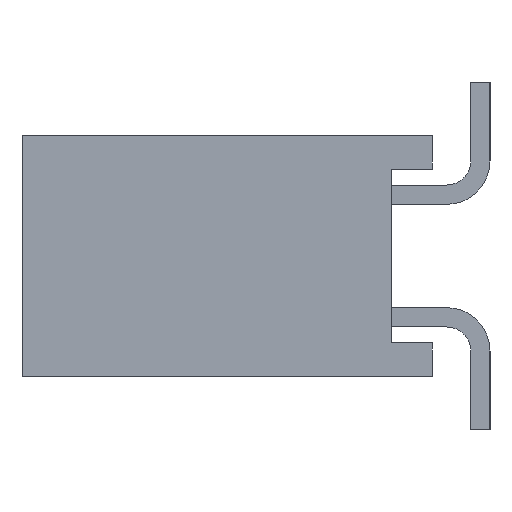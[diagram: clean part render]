
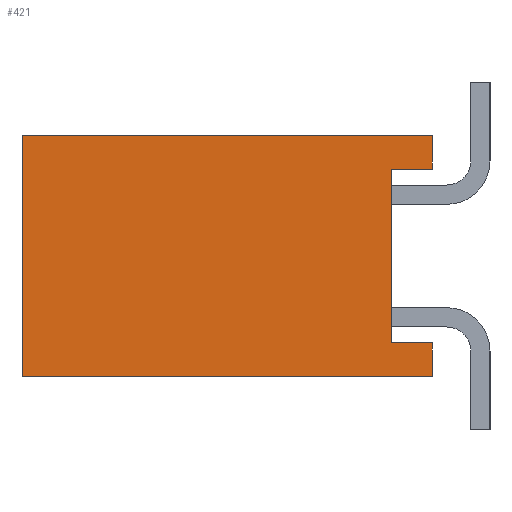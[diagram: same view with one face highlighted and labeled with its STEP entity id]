
A CAD part, left-side view. The second image highlights one B-rep face of the part: STEP entity #421.
In plain terms, the highlighted planar face has unit normal (-1, 0, 0).
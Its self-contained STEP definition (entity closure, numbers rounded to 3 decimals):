
#205 = ORIENTED_EDGE ( 'NONE', *, *, #5644, .F. ) ;
#421 = ADVANCED_FACE ( 'NONE', ( #2463 ), #8891, .T. ) ;
#765 = CARTESIAN_POINT ( 'NONE',  ( -11.68, 2.05, -1.8 ) ) ;
#786 = LINE ( 'NONE', #1399, #3139 ) ;
#969 = DIRECTION ( 'NONE',  ( 0., 1., 0. ) ) ;
#1064 = DIRECTION ( 'NONE',  ( 0., -1., 0. ) ) ;
#1112 = CARTESIAN_POINT ( 'NONE',  ( -11.68, 2.05, -1.8 ) ) ;
#1259 = LINE ( 'NONE', #765, #4078 ) ;
#1314 = ORIENTED_EDGE ( 'NONE', *, *, #7747, .F. ) ;
#1399 = CARTESIAN_POINT ( 'NONE',  ( -11.68, 1.2, 1.8 ) ) ;
#2170 = DIRECTION ( 'NONE',  ( 0., -1., 0. ) ) ;
#2246 = CARTESIAN_POINT ( 'NONE',  ( -11.68, 1.2, 1.8 ) ) ;
#2306 = LINE ( 'NONE', #4789, #6642 ) ;
#2340 = CARTESIAN_POINT ( 'NONE',  ( -11.68, 1.2, -1.8 ) ) ;
#2463 = FACE_OUTER_BOUND ( 'NONE', #9662, .T. ) ;
#2466 = DIRECTION ( 'NONE',  ( 0., 0., 1. ) ) ;
#2755 = CARTESIAN_POINT ( 'NONE',  ( -11.68, 0., 0. ) ) ;
#2915 = AXIS2_PLACEMENT_3D ( 'NONE', #2755, #5026, #3515 ) ;
#2927 = EDGE_CURVE ( 'NONE', #6004, #3013, #5398, .T. ) ;
#2986 = CARTESIAN_POINT ( 'NONE',  ( -11.68, 1.2, -1.8 ) ) ;
#3013 = VERTEX_POINT ( 'NONE', #2340 ) ;
#3139 = VECTOR ( 'NONE', #6766, 1000. ) ;
#3349 = VECTOR ( 'NONE', #2170, 1000. ) ;
#3475 = VERTEX_POINT ( 'NONE', #5659 ) ;
#3497 = VECTOR ( 'NONE', #2466, 1000. ) ;
#3515 = DIRECTION ( 'NONE',  ( 0., 0., 1. ) ) ;
#3516 = VECTOR ( 'NONE', #9855, 1000. ) ;
#4042 = ORIENTED_EDGE ( 'NONE', *, *, #2927, .F. ) ;
#4078 = VECTOR ( 'NONE', #9154, 1000. ) ;
#4435 = DIRECTION ( 'NONE',  ( 0., 0., -1. ) ) ;
#4524 = CARTESIAN_POINT ( 'NONE',  ( -11.68, 1.2, -2.5 ) ) ;
#4789 = CARTESIAN_POINT ( 'NONE',  ( -11.68, 2.05, 1.8 ) ) ;
#5026 = DIRECTION ( 'NONE',  ( -1., 0., 0. ) ) ;
#5271 = ORIENTED_EDGE ( 'NONE', *, *, #7459, .F. ) ;
#5398 = LINE ( 'NONE', #2986, #3349 ) ;
#5405 = VERTEX_POINT ( 'NONE', #6526 ) ;
#5454 = VECTOR ( 'NONE', #4435, 1000. ) ;
#5644 = EDGE_CURVE ( 'NONE', #3013, #8491, #8093, .T. ) ;
#5659 = CARTESIAN_POINT ( 'NONE',  ( -11.68, 9.7, 2.5 ) ) ;
#5698 = CARTESIAN_POINT ( 'NONE',  ( -11.68, 1.2, 2.5 ) ) ;
#5792 = CARTESIAN_POINT ( 'NONE',  ( -11.68, 1.2, -2.5 ) ) ;
#5930 = LINE ( 'NONE', #6696, #3516 ) ;
#6004 = VERTEX_POINT ( 'NONE', #1112 ) ;
#6115 = VECTOR ( 'NONE', #1064, 1000. ) ;
#6279 = VERTEX_POINT ( 'NONE', #9050 ) ;
#6351 = ORIENTED_EDGE ( 'NONE', *, *, #6793, .F. ) ;
#6526 = CARTESIAN_POINT ( 'NONE',  ( -11.68, 1.2, 2.5 ) ) ;
#6642 = VECTOR ( 'NONE', #969, 1000. ) ;
#6696 = CARTESIAN_POINT ( 'NONE',  ( -11.68, 9.7, -2.5 ) ) ;
#6766 = DIRECTION ( 'NONE',  ( 0., 0., -1. ) ) ;
#6793 = EDGE_CURVE ( 'NONE', #8491, #6279, #5930, .T. ) ;
#6865 = EDGE_CURVE ( 'NONE', #5405, #9630, #786, .T. ) ;
#6948 = VERTEX_POINT ( 'NONE', #7606 ) ;
#7057 = EDGE_CURVE ( 'NONE', #9630, #6948, #2306, .T. ) ;
#7063 = CARTESIAN_POINT ( 'NONE',  ( -11.68, 9.7, 2.5 ) ) ;
#7075 = ORIENTED_EDGE ( 'NONE', *, *, #6865, .F. ) ;
#7459 = EDGE_CURVE ( 'NONE', #6948, #6004, #1259, .T. ) ;
#7506 = ORIENTED_EDGE ( 'NONE', *, *, #8739, .F. ) ;
#7606 = CARTESIAN_POINT ( 'NONE',  ( -11.68, 2.05, 1.8 ) ) ;
#7747 = EDGE_CURVE ( 'NONE', #6279, #3475, #9845, .T. ) ;
#8043 = LINE ( 'NONE', #5698, #6115 ) ;
#8093 = LINE ( 'NONE', #4524, #5454 ) ;
#8143 = ORIENTED_EDGE ( 'NONE', *, *, #7057, .F. ) ;
#8491 = VERTEX_POINT ( 'NONE', #5792 ) ;
#8739 = EDGE_CURVE ( 'NONE', #3475, #5405, #8043, .T. ) ;
#8891 = PLANE ( 'NONE',  #2915 ) ;
#9050 = CARTESIAN_POINT ( 'NONE',  ( -11.68, 9.7, -2.5 ) ) ;
#9154 = DIRECTION ( 'NONE',  ( 0., 0., -1. ) ) ;
#9630 = VERTEX_POINT ( 'NONE', #2246 ) ;
#9662 = EDGE_LOOP ( 'NONE', ( #7075, #7506, #1314, #6351, #205, #4042, #5271, #8143 ) ) ;
#9845 = LINE ( 'NONE', #7063, #3497 ) ;
#9855 = DIRECTION ( 'NONE',  ( 0., 1., 0. ) ) ;
